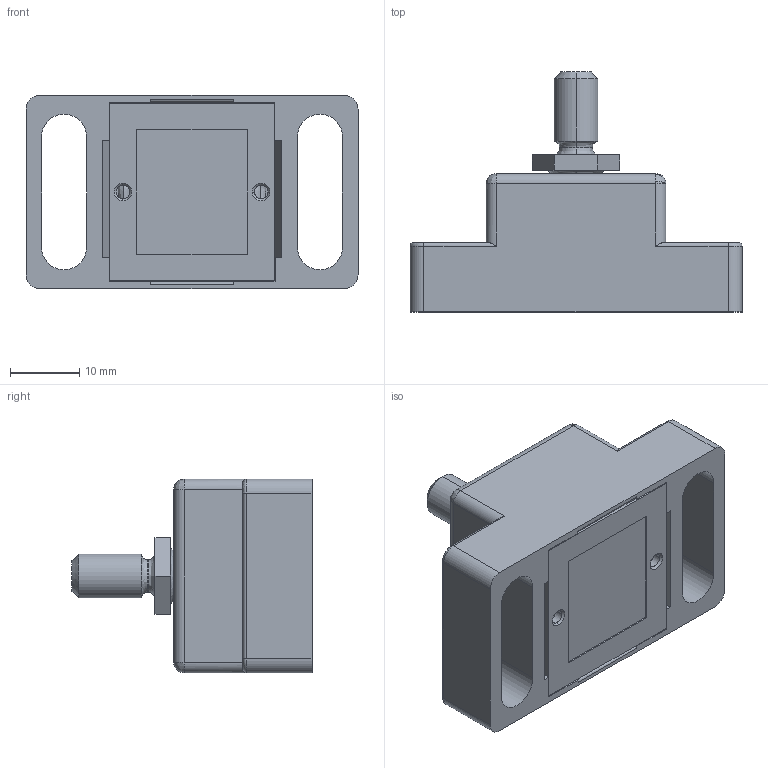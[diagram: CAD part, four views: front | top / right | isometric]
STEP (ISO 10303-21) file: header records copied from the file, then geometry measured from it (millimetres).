
FILE_DESCRIPTION (( 'STEP AP214' ), '1' );
FILE_NAME ('4.04.SPBC.STEP', '2025-06-14T19:22:48', ( '' ), ( '' ), 'SwSTEP 2.0', 'SolidWorks 2023', '' );
FILE_SCHEMA (( 'AUTOMOTIVE_DESIGN' ));
Length unit declared in the file: millimetre
Products named in the file (1): 4.04.SPBC
Bounding box: 48 x 34.7 x 28 mm (x, y, z)
Volume: 12905 mm3; surface area: 12352.9 mm2
Topology: 7 solids, 7 shells, 473 faces, 1155 edges, 691 vertices
Faces by surface type: cylinder 162, plane 157, bspline 142, cone 12
Entity records: 23833 total; most frequent: CARTESIAN_POINT 8208, ORIENTED_EDGE 2282, DIRECTION 2034, EDGE_CURVE 1141, AXIS2_PLACEMENT_3D 737, VERTEX_POINT 691, VECTOR 560, LINE 560
